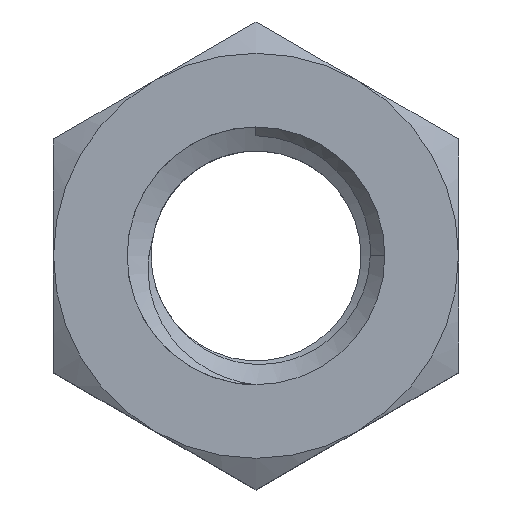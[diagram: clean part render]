
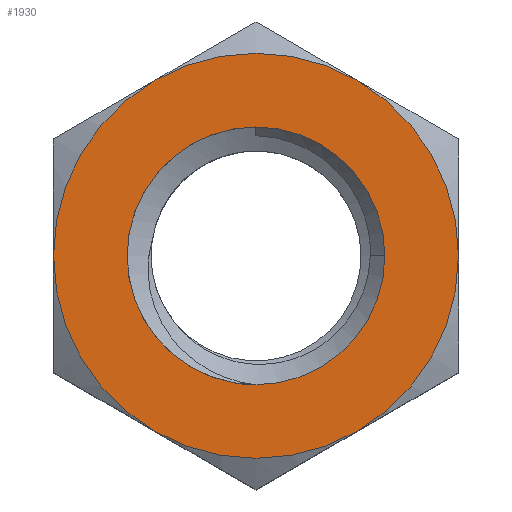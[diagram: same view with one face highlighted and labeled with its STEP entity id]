
A CAD part, top view. The second image highlights one B-rep face of the part: STEP entity #1930.
In plain terms, the highlighted planar face has unit normal (0, 0, 1).
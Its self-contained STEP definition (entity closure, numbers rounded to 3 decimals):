
#37 = AXIS2_PLACEMENT_3D ( 'NONE', #415, #1589, #1765 ) ;
#43 = CARTESIAN_POINT ( 'NONE',  ( 0., 0., 2.75 ) ) ;
#71 = DIRECTION ( 'NONE',  ( 1., 0., 0. ) ) ;
#83 = EDGE_CURVE ( 'NONE', #1969, #253, #402, .T. ) ;
#126 = EDGE_CURVE ( 'NONE', #1608, #2215, #1307, .T. ) ;
#135 = CIRCLE ( 'NONE', #1940, 5.5 ) ;
#172 = CARTESIAN_POINT ( 'NONE',  ( 0., 0., 2.75 ) ) ;
#178 = VERTEX_POINT ( 'NONE', #1931 ) ;
#180 = CIRCLE ( 'NONE', #1541, 5.5 ) ;
#233 = ORIENTED_EDGE ( 'NONE', *, *, #976, .T. ) ;
#243 = ORIENTED_EDGE ( 'NONE', *, *, #2220, .T. ) ;
#251 = DIRECTION ( 'NONE',  ( 1., 0., 0. ) ) ;
#253 = VERTEX_POINT ( 'NONE', #577 ) ;
#307 = CIRCLE ( 'NONE', #1898, 3.5 ) ;
#375 = DIRECTION ( 'NONE',  ( 1., 0., 0. ) ) ;
#396 = CIRCLE ( 'NONE', #2175, 5.5 ) ;
#402 = CIRCLE ( 'NONE', #726, 3.5 ) ;
#409 = DIRECTION ( 'NONE',  ( -1., 0., 0. ) ) ;
#415 = CARTESIAN_POINT ( 'NONE',  ( 0., 0., 2.75 ) ) ;
#487 = CIRCLE ( 'NONE', #37, 3.5 ) ;
#502 = AXIS2_PLACEMENT_3D ( 'NONE', #2371, #1886, #1859 ) ;
#556 = CARTESIAN_POINT ( 'NONE',  ( 2.75, 4.763, 2.75 ) ) ;
#561 = ORIENTED_EDGE ( 'NONE', *, *, #1857, .T. ) ;
#574 = VERTEX_POINT ( 'NONE', #1707 ) ;
#577 = CARTESIAN_POINT ( 'NONE',  ( 3.5, 0., 2.75 ) ) ;
#655 = CARTESIAN_POINT ( 'NONE',  ( 5.5, 0., 2.75 ) ) ;
#665 = CARTESIAN_POINT ( 'NONE',  ( 0., -3.5, 2.75 ) ) ;
#694 = DIRECTION ( 'NONE',  ( 0., 0., -1. ) ) ;
#707 = CIRCLE ( 'NONE', #502, 5.5 ) ;
#726 = AXIS2_PLACEMENT_3D ( 'NONE', #966, #957, #929 ) ;
#732 = CARTESIAN_POINT ( 'NONE',  ( -2.75, -4.763, 2.75 ) ) ;
#762 = CARTESIAN_POINT ( 'NONE',  ( 0., 0., 2.75 ) ) ;
#811 = DIRECTION ( 'NONE',  ( 1., 0., 0. ) ) ;
#822 = DIRECTION ( 'NONE',  ( 0., 0., 1. ) ) ;
#887 = EDGE_CURVE ( 'NONE', #2431, #178, #307, .T. ) ;
#929 = DIRECTION ( 'NONE',  ( 1., 0., 0. ) ) ;
#955 = VERTEX_POINT ( 'NONE', #556 ) ;
#957 = DIRECTION ( 'NONE',  ( 0., 0., 1. ) ) ;
#966 = CARTESIAN_POINT ( 'NONE',  ( 0., 0., 2.75 ) ) ;
#976 = EDGE_CURVE ( 'NONE', #1969, #2431, #2322, .T. ) ;
#987 = CARTESIAN_POINT ( 'NONE',  ( 0., 0., 2.75 ) ) ;
#996 = CARTESIAN_POINT ( 'NONE',  ( -3.5, 0., 2.75 ) ) ;
#1030 = AXIS2_PLACEMENT_3D ( 'NONE', #762, #822, #811 ) ;
#1036 = DIRECTION ( 'NONE',  ( 0., 0., 1. ) ) ;
#1097 = CARTESIAN_POINT ( 'NONE',  ( 0., 0., 2.75 ) ) ;
#1103 = EDGE_CURVE ( 'NONE', #253, #178, #487, .T. ) ;
#1105 = ORIENTED_EDGE ( 'NONE', *, *, #1103, .F. ) ;
#1194 = EDGE_LOOP ( 'NONE', ( #2128, #561, #1922, #1529, #243, #2051 ) ) ;
#1238 = CARTESIAN_POINT ( 'NONE',  ( -5.5, 0., 2.75 ) ) ;
#1252 = DIRECTION ( 'NONE',  ( 0., 0., 1. ) ) ;
#1301 = DIRECTION ( 'NONE',  ( 1., 0., 0. ) ) ;
#1307 = CIRCLE ( 'NONE', #1030, 5.5 ) ;
#1316 = AXIS2_PLACEMENT_3D ( 'NONE', #43, #1429, #251 ) ;
#1325 = ORIENTED_EDGE ( 'NONE', *, *, #887, .T. ) ;
#1429 = DIRECTION ( 'NONE',  ( 0., 0., 1. ) ) ;
#1459 = AXIS2_PLACEMENT_3D ( 'NONE', #1633, #1036, #2335 ) ;
#1466 = DIRECTION ( 'NONE',  ( -1., 0., 0. ) ) ;
#1505 = EDGE_CURVE ( 'NONE', #2215, #1907, #707, .T. ) ;
#1529 = ORIENTED_EDGE ( 'NONE', *, *, #2105, .T. ) ;
#1541 = AXIS2_PLACEMENT_3D ( 'NONE', #2351, #1252, #71 ) ;
#1552 = DIRECTION ( 'NONE',  ( 0., 0., 1. ) ) ;
#1589 = DIRECTION ( 'NONE',  ( 0., 0., 1. ) ) ;
#1608 = VERTEX_POINT ( 'NONE', #732 ) ;
#1633 = CARTESIAN_POINT ( 'NONE',  ( -5.5, 3.175, 2.75 ) ) ;
#1662 = CARTESIAN_POINT ( 'NONE',  ( 0., 0., 2.75 ) ) ;
#1707 = CARTESIAN_POINT ( 'NONE',  ( -2.75, 4.763, 2.75 ) ) ;
#1765 = DIRECTION ( 'NONE',  ( 1., 0., 0. ) ) ;
#1789 = CIRCLE ( 'NONE', #1316, 5.5 ) ;
#1794 = AXIS2_PLACEMENT_3D ( 'NONE', #1662, #694, #1466 ) ;
#1857 = EDGE_CURVE ( 'NONE', #1907, #955, #1789, .T. ) ;
#1859 = DIRECTION ( 'NONE',  ( 1., 0., 0. ) ) ;
#1885 = FACE_OUTER_BOUND ( 'NONE', #1194, .T. ) ;
#1886 = DIRECTION ( 'NONE',  ( 0., 0., 1. ) ) ;
#1898 = AXIS2_PLACEMENT_3D ( 'NONE', #987, #2426, #409 ) ;
#1907 = VERTEX_POINT ( 'NONE', #655 ) ;
#1922 = ORIENTED_EDGE ( 'NONE', *, *, #1973, .T. ) ;
#1930 = ADVANCED_FACE ( 'NONE', ( #2195, #1885 ), #2154, .T. ) ;
#1931 = CARTESIAN_POINT ( 'NONE',  ( 0., 3.5, 2.75 ) ) ;
#1940 = AXIS2_PLACEMENT_3D ( 'NONE', #172, #1552, #375 ) ;
#1949 = VERTEX_POINT ( 'NONE', #1238 ) ;
#1969 = VERTEX_POINT ( 'NONE', #665 ) ;
#1973 = EDGE_CURVE ( 'NONE', #955, #574, #180, .T. ) ;
#2051 = ORIENTED_EDGE ( 'NONE', *, *, #126, .T. ) ;
#2066 = CARTESIAN_POINT ( 'NONE',  ( 2.75, -4.763, 2.75 ) ) ;
#2105 = EDGE_CURVE ( 'NONE', #574, #1949, #396, .T. ) ;
#2128 = ORIENTED_EDGE ( 'NONE', *, *, #1505, .T. ) ;
#2154 = PLANE ( 'NONE',  #1459 ) ;
#2175 = AXIS2_PLACEMENT_3D ( 'NONE', #1097, #2396, #1301 ) ;
#2195 = FACE_BOUND ( 'NONE', #2287, .T. ) ;
#2215 = VERTEX_POINT ( 'NONE', #2066 ) ;
#2220 = EDGE_CURVE ( 'NONE', #1949, #1608, #135, .T. ) ;
#2287 = EDGE_LOOP ( 'NONE', ( #233, #1325, #1105, #2452 ) ) ;
#2322 = CIRCLE ( 'NONE', #1794, 3.5 ) ;
#2335 = DIRECTION ( 'NONE',  ( 1., 0., 0. ) ) ;
#2351 = CARTESIAN_POINT ( 'NONE',  ( 0., 0., 2.75 ) ) ;
#2371 = CARTESIAN_POINT ( 'NONE',  ( 0., 0., 2.75 ) ) ;
#2396 = DIRECTION ( 'NONE',  ( 0., 0., 1. ) ) ;
#2426 = DIRECTION ( 'NONE',  ( 0., 0., -1. ) ) ;
#2431 = VERTEX_POINT ( 'NONE', #996 ) ;
#2452 = ORIENTED_EDGE ( 'NONE', *, *, #83, .F. ) ;
